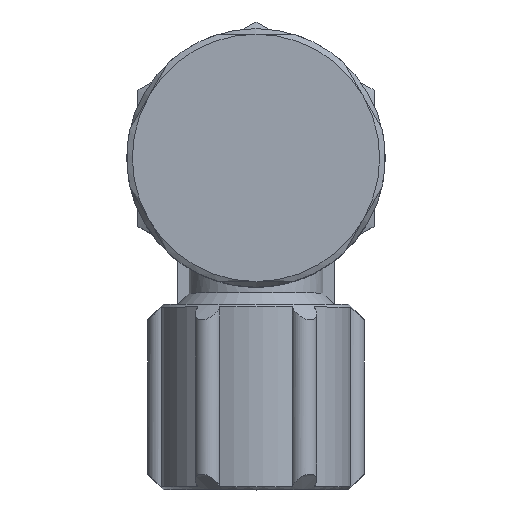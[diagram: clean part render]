
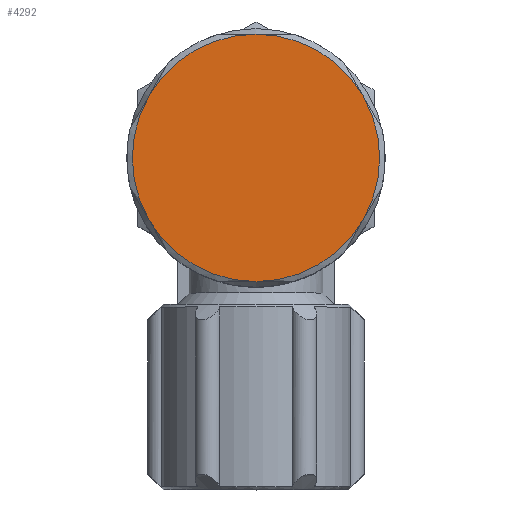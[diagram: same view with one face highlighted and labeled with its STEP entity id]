
A CAD part, top view. The second image highlights one B-rep face of the part: STEP entity #4292.
In plain terms, the highlighted planar face has unit normal (0, 0, 1).
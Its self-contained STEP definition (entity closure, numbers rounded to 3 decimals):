
#3898=CARTESIAN_POINT('',(-9.526,3.188,21.75));
#3899=VERTEX_POINT('',#3898);
#3982=CARTESIAN_POINT('',(9.534,3.201,21.75));
#3983=VERTEX_POINT('',#3982);
#3997=CARTESIAN_POINT('',(9.519,3.175,21.75));
#3998=VERTEX_POINT('',#3997);
#3999=CARTESIAN_POINT('',(9.534,3.201,21.75));
#4000=DIRECTION('',(-0.5,-0.866,0.0));
#4001=VECTOR('',#4000,0.03);
#4002=LINE('',#3999,#4001);
#4003=EDGE_CURVE('',#3983,#3998,#4002,.T.);
#4183=CARTESIAN_POINT('',(0.,-2.312,21.75));
#4184=VERTEX_POINT('',#4183);
#4228=CARTESIAN_POINT('',(6.351,19.688,21.75));
#4229=DIRECTION('',(0.0,0.0,-1.0));
#4230=DIRECTION('',(-1.0,0.0,0.0));
#4231=AXIS2_PLACEMENT_3D('',#4228,#4229,#4230);
#4232=PLANE('',#4231);
#4233=CARTESIAN_POINT('',(9.534,14.175,21.75));
#4234=VERTEX_POINT('',#4233);
#4235=CARTESIAN_POINT('',(0.0,8.688,21.75));
#4236=DIRECTION('',(0.0,0.0,1.0));
#4237=DIRECTION('',(-1.0,0.0,0.0));
#4238=AXIS2_PLACEMENT_3D('',#4235,#4236,#4237);
#4239=CIRCLE('',#4238,11.);
#4240=EDGE_CURVE('',#3983,#4234,#4239,.T.);
#4241=ORIENTED_EDGE('',*,*,#4240,.T.);
#4242=CARTESIAN_POINT('',(9.519,14.201,21.75));
#4243=VERTEX_POINT('',#4242);
#4244=CARTESIAN_POINT('',(9.519,14.201,21.75));
#4245=DIRECTION('',(0.5,-0.866,0.0));
#4246=VECTOR('',#4245,0.03);
#4247=LINE('',#4244,#4246);
#4248=EDGE_CURVE('',#4243,#4234,#4247,.T.);
#4249=ORIENTED_EDGE('',*,*,#4248,.F.);
#4250=CARTESIAN_POINT('',(0.0,19.688,21.75));
#4251=VERTEX_POINT('',#4250);
#4252=CARTESIAN_POINT('',(0.0,8.688,21.75));
#4253=DIRECTION('',(0.0,0.0,1.0));
#4254=DIRECTION('',(-1.0,0.0,0.0));
#4255=AXIS2_PLACEMENT_3D('',#4252,#4253,#4254);
#4256=CIRCLE('',#4255,11.);
#4257=EDGE_CURVE('',#4243,#4251,#4256,.T.);
#4258=ORIENTED_EDGE('',*,*,#4257,.T.);
#4259=CARTESIAN_POINT('',(-9.526,14.188,21.75));
#4260=VERTEX_POINT('',#4259);
#4261=CARTESIAN_POINT('',(0.0,8.688,21.75));
#4262=DIRECTION('',(0.0,0.0,1.0));
#4263=DIRECTION('',(-1.0,0.0,0.0));
#4264=AXIS2_PLACEMENT_3D('',#4261,#4262,#4263);
#4265=CIRCLE('',#4264,11.);
#4266=EDGE_CURVE('',#4251,#4260,#4265,.T.);
#4267=ORIENTED_EDGE('',*,*,#4266,.T.);
#4268=CARTESIAN_POINT('',(0.0,8.688,21.75));
#4269=DIRECTION('',(0.0,0.0,1.0));
#4270=DIRECTION('',(-1.0,0.0,0.0));
#4271=AXIS2_PLACEMENT_3D('',#4268,#4269,#4270);
#4272=CIRCLE('',#4271,11.);
#4273=EDGE_CURVE('',#4260,#3899,#4272,.T.);
#4274=ORIENTED_EDGE('',*,*,#4273,.T.);
#4275=CARTESIAN_POINT('',(0.0,8.688,21.75));
#4276=DIRECTION('',(0.0,0.0,1.0));
#4277=DIRECTION('',(-1.0,0.0,0.0));
#4278=AXIS2_PLACEMENT_3D('',#4275,#4276,#4277);
#4279=CIRCLE('',#4278,11.);
#4280=EDGE_CURVE('',#3899,#4184,#4279,.T.);
#4281=ORIENTED_EDGE('',*,*,#4280,.T.);
#4282=CARTESIAN_POINT('',(0.0,8.688,21.75));
#4283=DIRECTION('',(0.0,0.0,1.0));
#4284=DIRECTION('',(-1.0,0.0,0.0));
#4285=AXIS2_PLACEMENT_3D('',#4282,#4283,#4284);
#4286=CIRCLE('',#4285,11.);
#4287=EDGE_CURVE('',#4184,#3998,#4286,.T.);
#4288=ORIENTED_EDGE('',*,*,#4287,.T.);
#4289=ORIENTED_EDGE('',*,*,#4003,.F.);
#4290=EDGE_LOOP('',(#4241,#4249,#4258,#4267,#4274,#4281,#4288,#4289));
#4291=FACE_OUTER_BOUND('',#4290,.T.);
#4292=ADVANCED_FACE('',(#4291),#4232,.F.);
